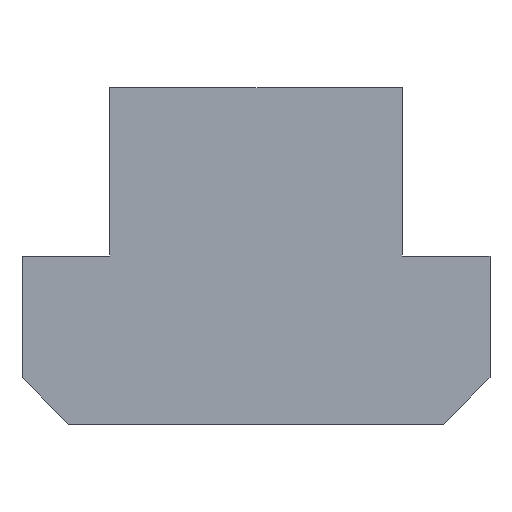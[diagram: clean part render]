
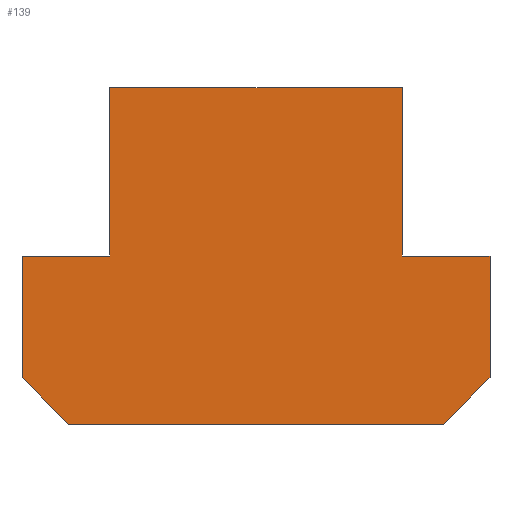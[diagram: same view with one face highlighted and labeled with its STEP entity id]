
A CAD part, front view. The second image highlights one B-rep face of the part: STEP entity #139.
In plain terms, the highlighted planar face has unit normal (0, -1, 0).
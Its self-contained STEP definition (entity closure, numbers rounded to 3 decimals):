
#117=EDGE_CURVE('',#187,#127,#316,.T.);
#119=VERTEX_POINT('',#318);
#127=VERTEX_POINT('',#328);
#131=VERTEX_POINT('',#332);
#139=ADVANCED_FACE('',(#341),#342,.T.);
#141=EDGE_CURVE('',#143,#165,#344,.T.);
#143=VERTEX_POINT('',#346);
#155=EDGE_CURVE('',#165,#187,#358,.T.);
#163=EDGE_CURVE('',#213,#227,#367,.T.);
#165=VERTEX_POINT('',#369);
#167=EDGE_CURVE('',#127,#119,#371,.T.);
#179=EDGE_CURVE('',#267,#143,#385,.T.);
#187=VERTEX_POINT('',#394);
#209=EDGE_CURVE('',#227,#267,#420,.T.);
#211=EDGE_CURVE('',#229,#213,#422,.T.);
#213=VERTEX_POINT('',#424);
#227=VERTEX_POINT('',#439);
#229=VERTEX_POINT('',#441);
#261=EDGE_CURVE('',#119,#131,#475,.T.);
#265=EDGE_CURVE('',#131,#229,#479,.T.);
#267=VERTEX_POINT('',#481);
#316=LINE('',#525,#526);
#318=CARTESIAN_POINT('',(-12.5,-12.5,0.));
#328=CARTESIAN_POINT('',(-12.5,-12.5,-6.5));
#332=CARTESIAN_POINT('',(-7.8,-12.5,0.));
#341=FACE_OUTER_BOUND('',#558,.T.);
#342=PLANE('',#559);
#344=LINE('',#562,#563);
#346=CARTESIAN_POINT('',(12.5,-12.5,-6.5));
#358=LINE('',#583,#584);
#367=LINE('',#598,#599);
#369=CARTESIAN_POINT('',(10.,-12.5,-9.));
#371=LINE('',#604,#605);
#385=LINE('',#626,#627);
#394=CARTESIAN_POINT('',(-10.,-12.5,-9.));
#420=LINE('',#672,#673);
#422=LINE('',#676,#677);
#424=CARTESIAN_POINT('',(7.8,-12.5,9.));
#439=CARTESIAN_POINT('',(7.8,-12.5,0.0));
#441=CARTESIAN_POINT('',(-7.8,-12.5,9.));
#475=LINE('',#752,#753);
#479=LINE('',#758,#759);
#481=CARTESIAN_POINT('',(12.5,-12.5,0.0));
#525=CARTESIAN_POINT('',(-12.5,-12.5,-6.5));
#526=VECTOR('',#810,1.0);
#558=EDGE_LOOP('',(#842,#843,#844,#845,#846,#847,#848,#849,#850,#851));
#559=AXIS2_PLACEMENT_3D('',#852,#853,#854);
#562=CARTESIAN_POINT('',(10.,-12.5,-9.));
#563=VECTOR('',#855,1.0);
#583=CARTESIAN_POINT('',(-10.,-12.5,-9.));
#584=VECTOR('',#861,1.0);
#598=CARTESIAN_POINT('',(7.8,-12.5,0.0));
#599=VECTOR('',#872,1.0);
#604=CARTESIAN_POINT('',(-12.5,-12.5,0.));
#605=VECTOR('',#873,1.0);
#626=CARTESIAN_POINT('',(12.5,-12.5,-6.5));
#627=VECTOR('',#887,1.0);
#672=CARTESIAN_POINT('',(12.5,-12.5,0.0));
#673=VECTOR('',#939,1.0);
#676=CARTESIAN_POINT('',(7.8,-12.5,9.));
#677=VECTOR('',#940,1.0);
#752=CARTESIAN_POINT('',(-7.8,-12.5,0.));
#753=VECTOR('',#983,1.0);
#758=CARTESIAN_POINT('',(-7.8,-12.5,9.));
#759=VECTOR('',#984,1.0);
#810=DIRECTION('',(-0.707,0.,0.707));
#842=ORIENTED_EDGE('',*,*,#141,.F.);
#843=ORIENTED_EDGE('',*,*,#179,.F.);
#844=ORIENTED_EDGE('',*,*,#209,.F.);
#845=ORIENTED_EDGE('',*,*,#163,.F.);
#846=ORIENTED_EDGE('',*,*,#211,.F.);
#847=ORIENTED_EDGE('',*,*,#265,.F.);
#848=ORIENTED_EDGE('',*,*,#261,.F.);
#849=ORIENTED_EDGE('',*,*,#167,.F.);
#850=ORIENTED_EDGE('',*,*,#117,.F.);
#851=ORIENTED_EDGE('',*,*,#155,.F.);
#852=CARTESIAN_POINT('',(0.0,-12.5,-0.67));
#853=DIRECTION('',(0.0,-1.0,0.));
#854=DIRECTION('',(1.0,0.0,0.0));
#855=DIRECTION('',(-0.707,0.,-0.707));
#861=DIRECTION('',(-1.0,0.0,0.0));
#872=DIRECTION('',(0.0,0.,-1.0));
#873=DIRECTION('',(0.0,0.,1.0));
#887=DIRECTION('',(0.0,0.,-1.0));
#939=DIRECTION('',(1.0,0.0,0.0));
#940=DIRECTION('',(1.0,0.0,0.0));
#983=DIRECTION('',(1.0,0.0,0.0));
#984=DIRECTION('',(0.0,0.,1.0));
